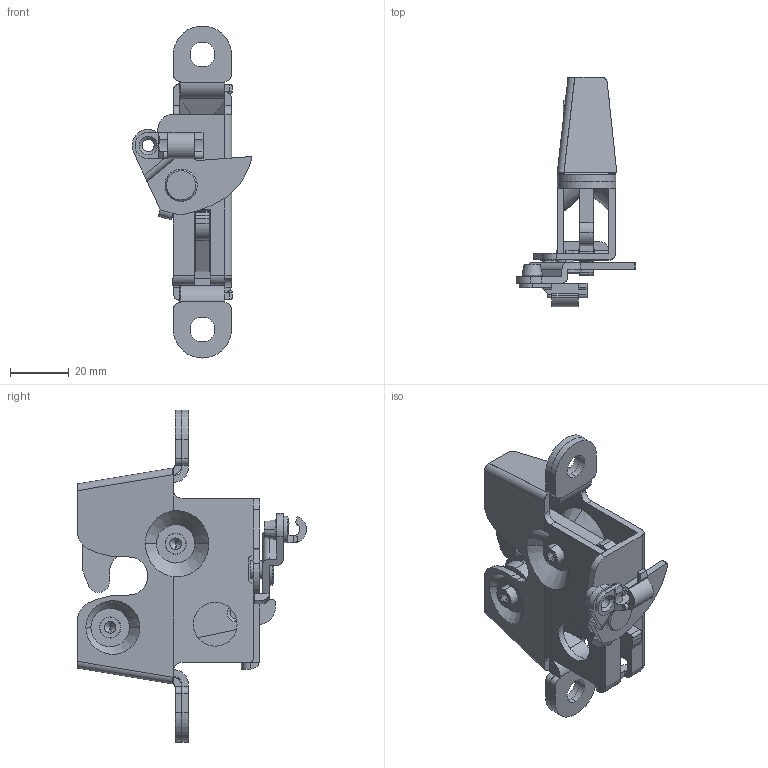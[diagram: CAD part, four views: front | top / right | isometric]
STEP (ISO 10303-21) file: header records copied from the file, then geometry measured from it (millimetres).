
FILE_DESCRIPTION (( 'STEP AP203' ), '1' );
FILE_NAME ('sone3D.STEP', '2013-11-21T01:46:22', ( '' ), ( '' ), 'SwSTEP 2.0', 'SolidWorks 2012', '' );
FILE_SCHEMA (( 'CONFIG_CONTROL_DESIGN' ));
Length unit declared in the file: millimetre
Products named in the file (9): sone3D; AC-25-Q-14_公開用; C-846-3L憔昉; C-846-3L嵋裝萫; C-846-3L嵋葆娕R; C-846-3L菛葆哷; C-846-3L菛葆哻; C-846-3R掖躉第瑆舍; C-846-3僀儞僒僀僪僔僃儖__R
Assembly tree (9 placements, depth 2):
  sone3D
    C-846-3僀儞僒僀僪僔僃儖__R
    C-846-3R掖躉第瑆舍
    C-846-3L菛葆哻
    C-846-3L菛葆哷
    C-846-3L嵋葆娕R
    C-846-3L嵋裝萫
    C-846-3L憔昉  x2
    AC-25-Q-14_公開用
Bounding box: 40.94 x 78.39 x 113.5 mm (x, y, z)
Volume: 37163.7 mm3; surface area: 34326.3 mm2
Topology: 9 solids, 9 shells, 360 faces, 965 edges, 628 vertices
Faces by surface type: plane 162, cylinder 156, cone 38, bspline 3, torus 1
Entity records: 11990 total; most frequent: CARTESIAN_POINT 2222, DIRECTION 1867, ORIENTED_EDGE 1854, EDGE_CURVE 927, AXIS2_PLACEMENT_3D 663, VERTEX_POINT 608, VECTOR 541, LINE 541
